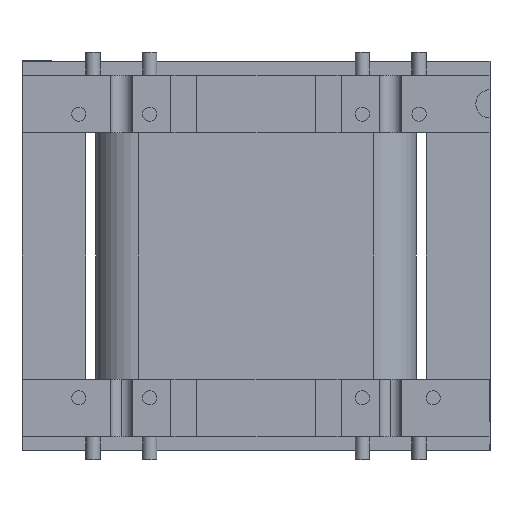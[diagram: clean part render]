
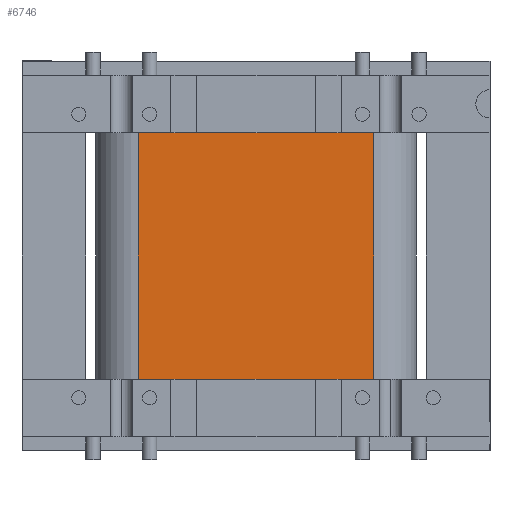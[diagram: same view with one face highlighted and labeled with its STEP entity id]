
A CAD part, front view. The second image highlights one B-rep face of the part: STEP entity #6746.
In plain terms, the highlighted planar face has unit normal (0, -1, 0).
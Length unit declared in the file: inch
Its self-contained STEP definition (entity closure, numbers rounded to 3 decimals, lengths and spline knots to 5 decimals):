
#148 = CARTESIAN_POINT ( 'NONE',  ( -0.595, -0.3125, -0.435 ) ) ;
#250 = DIRECTION ( 'NONE',  ( 1., 0., 0. ) ) ;
#262 = LINE ( 'NONE', #3211, #7600 ) ;
#277 = LINE ( 'NONE', #1630, #4200 ) ;
#459 = VECTOR ( 'NONE', #7920, 39.37008 ) ;
#519 = CARTESIAN_POINT ( 'NONE',  ( 0.20949, -0.3125, 0.435 ) ) ;
#696 = CARTESIAN_POINT ( 'NONE',  ( -0.3, -0.3125, -0.435 ) ) ;
#925 = VERTEX_POINT ( 'NONE', #6375 ) ;
#1142 = VECTOR ( 'NONE', #1529, 39.37008 ) ;
#1328 = ORIENTED_EDGE ( 'NONE', *, *, #3422, .T. ) ;
#1529 = DIRECTION ( 'NONE',  ( 1., 0., 0. ) ) ;
#1630 = CARTESIAN_POINT ( 'NONE',  ( 0.595, -0.3125, 0.435 ) ) ;
#1914 = ORIENTED_EDGE ( 'NONE', *, *, #12810, .T. ) ;
#1920 = AXIS2_PLACEMENT_3D ( 'NONE', #11334, #2617, #12839 ) ;
#2184 = DIRECTION ( 'NONE',  ( -1., 0., 0. ) ) ;
#2253 = VERTEX_POINT ( 'NONE', #10136 ) ;
#2276 = VERTEX_POINT ( 'NONE', #2937 ) ;
#2347 = EDGE_CURVE ( 'NONE', #925, #16211, #18762, .T. ) ;
#2377 = CARTESIAN_POINT ( 'NONE',  ( -0.415, -0.3125, -0.46 ) ) ;
#2617 = DIRECTION ( 'NONE',  ( 0., -1., 0. ) ) ;
#2937 = CARTESIAN_POINT ( 'NONE',  ( 0.3, -0.3125, 0.435 ) ) ;
#3134 = CARTESIAN_POINT ( 'NONE',  ( -0.595, -0.3125, -0.435 ) ) ;
#3211 = CARTESIAN_POINT ( 'NONE',  ( 0.415, -0.3125, -0.46 ) ) ;
#3283 = VECTOR ( 'NONE', #13502, 39.37008 ) ;
#3422 = EDGE_CURVE ( 'NONE', #12954, #2276, #277, .T. ) ;
#3537 = EDGE_CURVE ( 'NONE', #2276, #6399, #16783, .T. ) ;
#3943 = CARTESIAN_POINT ( 'NONE',  ( -0.415, -0.3125, 0.435 ) ) ;
#4200 = VECTOR ( 'NONE', #8996, 39.37008 ) ;
#4658 = DIRECTION ( 'NONE',  ( 0., 0., 1. ) ) ;
#4758 = EDGE_CURVE ( 'NONE', #5140, #12954, #262, .T. ) ;
#5140 = VERTEX_POINT ( 'NONE', #18180 ) ;
#5203 = VERTEX_POINT ( 'NONE', #16855 ) ;
#5514 = ORIENTED_EDGE ( 'NONE', *, *, #12380, .T. ) ;
#6226 = CARTESIAN_POINT ( 'NONE',  ( -0.415, -0.3125, 0.435 ) ) ;
#6375 = CARTESIAN_POINT ( 'NONE',  ( -0.415, -0.3125, -0.435 ) ) ;
#6396 = VECTOR ( 'NONE', #6959, 39.37008 ) ;
#6399 = VERTEX_POINT ( 'NONE', #519 ) ;
#6746 = ADVANCED_FACE ( 'NONE', ( #7974 ), #14234, .T. ) ;
#6778 = DIRECTION ( 'NONE',  ( 1., 0., 0. ) ) ;
#6887 = LINE ( 'NONE', #17141, #6396 ) ;
#6959 = DIRECTION ( 'NONE',  ( -1., 0., 0. ) ) ;
#6992 = EDGE_CURVE ( 'NONE', #16211, #6999, #13640, .T. ) ;
#6999 = VERTEX_POINT ( 'NONE', #11923 ) ;
#7008 = VERTEX_POINT ( 'NONE', #10547 ) ;
#7059 = LINE ( 'NONE', #17027, #14357 ) ;
#7517 = DIRECTION ( 'NONE',  ( 1., 0., 0. ) ) ;
#7600 = VECTOR ( 'NONE', #4658, 39.37008 ) ;
#7920 = DIRECTION ( 'NONE',  ( -1., 0., 0. ) ) ;
#7974 = FACE_OUTER_BOUND ( 'NONE', #18640, .T. ) ;
#8390 = ORIENTED_EDGE ( 'NONE', *, *, #3537, .T. ) ;
#8784 = ORIENTED_EDGE ( 'NONE', *, *, #15243, .T. ) ;
#8899 = LINE ( 'NONE', #11731, #1142 ) ;
#8996 = DIRECTION ( 'NONE',  ( -1., 0., 0. ) ) ;
#9474 = CARTESIAN_POINT ( 'NONE',  ( -0.415, -0.3125, 0.435 ) ) ;
#9955 = EDGE_CURVE ( 'NONE', #6399, #5203, #15572, .T. ) ;
#9974 = ORIENTED_EDGE ( 'NONE', *, *, #2347, .T. ) ;
#10136 = CARTESIAN_POINT ( 'NONE',  ( 0.20949, -0.3125, -0.435 ) ) ;
#10242 = LINE ( 'NONE', #10927, #17993 ) ;
#10325 = EDGE_CURVE ( 'NONE', #5203, #13783, #6887, .T. ) ;
#10399 = ORIENTED_EDGE ( 'NONE', *, *, #4758, .T. ) ;
#10480 = CARTESIAN_POINT ( 'NONE',  ( -0.415, -0.3125, -0.435 ) ) ;
#10547 = CARTESIAN_POINT ( 'NONE',  ( 0.3, -0.3125, -0.435 ) ) ;
#10927 = CARTESIAN_POINT ( 'NONE',  ( 0.595, -0.3125, 0.435 ) ) ;
#11334 = CARTESIAN_POINT ( 'NONE',  ( -0.415, -0.3125, -0.46 ) ) ;
#11731 = CARTESIAN_POINT ( 'NONE',  ( -0.415, -0.3125, -0.435 ) ) ;
#11923 = CARTESIAN_POINT ( 'NONE',  ( -0.20949, -0.3125, -0.435 ) ) ;
#12069 = ORIENTED_EDGE ( 'NONE', *, *, #10325, .T. ) ;
#12092 = DIRECTION ( 'NONE',  ( 1., 0., 0. ) ) ;
#12131 = VECTOR ( 'NONE', #12092, 39.37008 ) ;
#12169 = VECTOR ( 'NONE', #16981, 39.37008 ) ;
#12380 = EDGE_CURVE ( 'NONE', #6999, #2253, #8899, .T. ) ;
#12685 = LINE ( 'NONE', #2377, #12169 ) ;
#12810 = EDGE_CURVE ( 'NONE', #2253, #7008, #7059, .T. ) ;
#12839 = DIRECTION ( 'NONE',  ( 0., 0., -1. ) ) ;
#12954 = VERTEX_POINT ( 'NONE', #17497 ) ;
#13502 = DIRECTION ( 'NONE',  ( -1., 0., 0. ) ) ;
#13568 = VERTEX_POINT ( 'NONE', #3943 ) ;
#13640 = LINE ( 'NONE', #10480, #17506 ) ;
#13761 = VECTOR ( 'NONE', #7517, 39.37008 ) ;
#13783 = VERTEX_POINT ( 'NONE', #18761 ) ;
#14212 = EDGE_CURVE ( 'NONE', #13783, #13568, #10242, .T. ) ;
#14234 = PLANE ( 'NONE',  #1920 ) ;
#14357 = VECTOR ( 'NONE', #6778, 39.37008 ) ;
#14727 = ORIENTED_EDGE ( 'NONE', *, *, #9955, .T. ) ;
#14867 = EDGE_CURVE ( 'NONE', #13568, #925, #12685, .T. ) ;
#15218 = ORIENTED_EDGE ( 'NONE', *, *, #14212, .T. ) ;
#15243 = EDGE_CURVE ( 'NONE', #7008, #5140, #17620, .T. ) ;
#15572 = LINE ( 'NONE', #9474, #459 ) ;
#15953 = ORIENTED_EDGE ( 'NONE', *, *, #14867, .T. ) ;
#16211 = VERTEX_POINT ( 'NONE', #696 ) ;
#16783 = LINE ( 'NONE', #6226, #3283 ) ;
#16855 = CARTESIAN_POINT ( 'NONE',  ( -0.20949, -0.3125, 0.435 ) ) ;
#16981 = DIRECTION ( 'NONE',  ( 0., 0., -1. ) ) ;
#17027 = CARTESIAN_POINT ( 'NONE',  ( -0.415, -0.3125, -0.435 ) ) ;
#17141 = CARTESIAN_POINT ( 'NONE',  ( -0.415, -0.3125, 0.435 ) ) ;
#17497 = CARTESIAN_POINT ( 'NONE',  ( 0.415, -0.3125, 0.435 ) ) ;
#17506 = VECTOR ( 'NONE', #250, 39.37008 ) ;
#17620 = LINE ( 'NONE', #3134, #13761 ) ;
#17993 = VECTOR ( 'NONE', #2184, 39.37008 ) ;
#18180 = CARTESIAN_POINT ( 'NONE',  ( 0.415, -0.3125, -0.435 ) ) ;
#18640 = EDGE_LOOP ( 'NONE', ( #8784, #10399, #1328, #8390, #14727, #12069, #15218, #15953, #9974, #18672, #5514, #1914 ) ) ;
#18672 = ORIENTED_EDGE ( 'NONE', *, *, #6992, .T. ) ;
#18761 = CARTESIAN_POINT ( 'NONE',  ( -0.3, -0.3125, 0.435 ) ) ;
#18762 = LINE ( 'NONE', #148, #12131 ) ;
